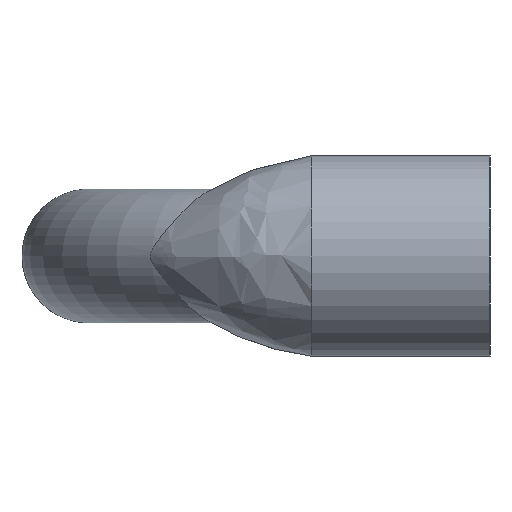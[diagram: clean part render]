
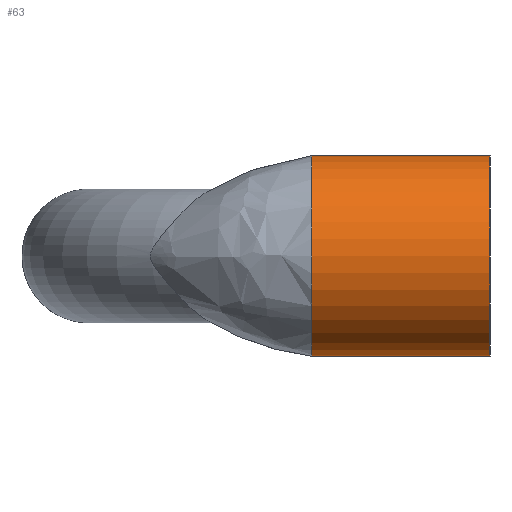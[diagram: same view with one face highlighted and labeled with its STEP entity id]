
A CAD part, left-side view. The second image highlights one B-rep face of the part: STEP entity #63.
In plain terms, the highlighted cylindrical face has radius 9 mm (diameter 18 mm), a full revolution.
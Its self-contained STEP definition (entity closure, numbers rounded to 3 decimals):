
#63 = ADVANCED_FACE( '', ( #134, #135 ), #136, .T. );
#134 = FACE_OUTER_BOUND( '', #269, .T. );
#135 = FACE_OUTER_BOUND( '', #270, .T. );
#136 = CYLINDRICAL_SURFACE( '', #271, 9. );
#269 = EDGE_LOOP( '', ( #348 ) );
#270 = EDGE_LOOP( '', ( #349 ) );
#271 = AXIS2_PLACEMENT_3D( '', #350, #351, #352 );
#348 = ORIENTED_EDGE( '', *, *, #382, .F. );
#349 = ORIENTED_EDGE( '', *, *, #379, .T. );
#350 = CARTESIAN_POINT( '', ( 0., 0., 0. ) );
#351 = DIRECTION( '', ( 0., 1., 0. ) );
#352 = DIRECTION( '', ( 0., 0., -1. ) );
#379 = EDGE_CURVE( '', #416, #416, #417, .T. );
#382 = EDGE_CURVE( '', #421, #421, #422, .T. );
#416 = VERTEX_POINT( '', #646 );
#417 = CIRCLE( '', #647, 9. );
#421 = VERTEX_POINT( '', #651 );
#422 = CIRCLE( '', #652, 9. );
#646 = CARTESIAN_POINT( '', ( 0., 16., -9. ) );
#647 = AXIS2_PLACEMENT_3D( '', #750, #751, #752 );
#651 = CARTESIAN_POINT( '', ( 0., 0., -9. ) );
#652 = AXIS2_PLACEMENT_3D( '', #756, #757, #758 );
#750 = CARTESIAN_POINT( '', ( 0., 16., 0. ) );
#751 = DIRECTION( '', ( 0., -1., 0. ) );
#752 = DIRECTION( '', ( 0., 0., -1. ) );
#756 = CARTESIAN_POINT( '', ( 0., 0., 0. ) );
#757 = DIRECTION( '', ( 0., -1., 0. ) );
#758 = DIRECTION( '', ( 0., 0., -1. ) );
